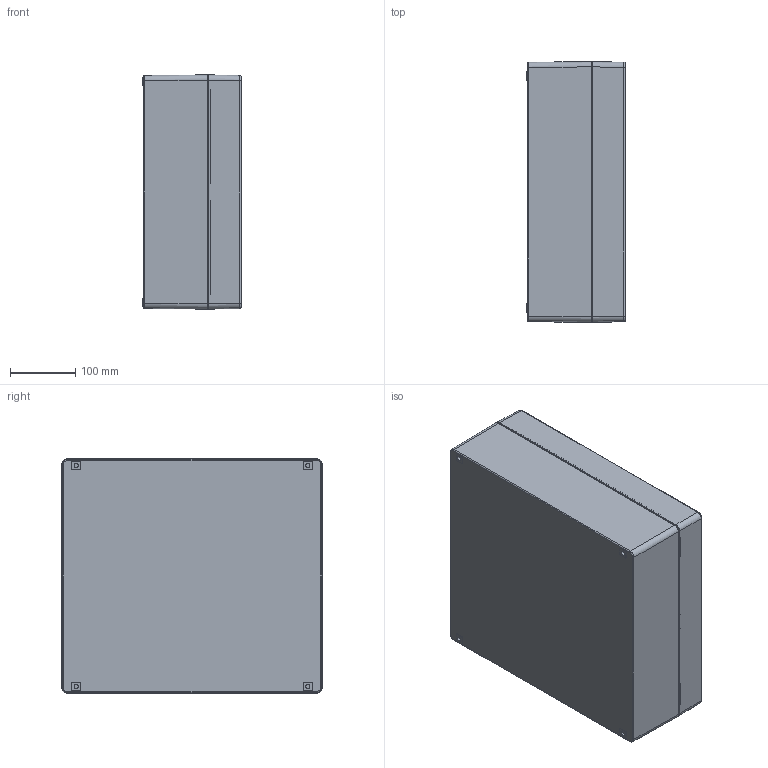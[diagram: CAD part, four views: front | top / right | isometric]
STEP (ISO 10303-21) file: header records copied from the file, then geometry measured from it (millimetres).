
FILE_DESCRIPTION(/* description */ ('ABS-Gehäuse'),/* implementation_level */ '2;1');
FILE_NAME(/* name */ '01403615010-RST.stp',/* time_stamp */ '2021-09-02T14:08:50+02:00',/* author */ ('sl'),/* organization */ (''),/* preprocessor_version */ 'ST-DEVELOPER v16.5',/* originating_system */ 'Autodesk Inventor 2017',/* authorisation */ '');
FILE_SCHEMA (('AUTOMOTIVE_DESIGN { 1 0 10303 214 3 1 1 }'));
Length unit declared in the file: millimetre
Products named in the file (4): 01_403615_010; Deckel-ABS-Gehäuse-36-BT-0002-01_403615_010; UT-ABS-Gehäuse-36-BT-0001-01_403615_010; Schraube-M6x45x10
Assembly tree (10 placements, depth 2):
  01_403615_010
    Schraube-M6x45x10  x8
    Deckel-ABS-Gehäuse-36-BT-0002-01_403615_010
    UT-ABS-Gehäuse-36-BT-0001-01_403615_010
Bounding box: 151.25 x 400 x 360 mm (x, y, z)
Volume: 2435522 mm3; surface area: 1067844.4 mm2
Topology: 10 solids, 10 shells, 824 faces, 1988 edges, 1240 vertices
Faces by surface type: plane 320, cylinder 244, torus 138, cone 106, bspline 16
Full cylindrical faces by diameter (mm): 4.87 x8, 5.5 x8, 6 x8, 6.5 x4, 7 x8, 8.1 x8, 10 x8, 11 x12
Entity records: 19112 total; most frequent: CARTESIAN_POINT 3622, DIRECTION 3514, ORIENTED_EDGE 2944, EDGE_CURVE 1472, AXIS2_PLACEMENT_3D 1397, VERTEX_POINT 955, EDGE_LOOP 799, LINE 720
